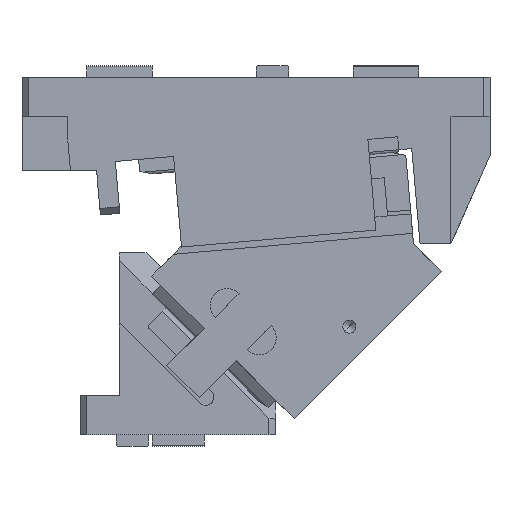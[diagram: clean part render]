
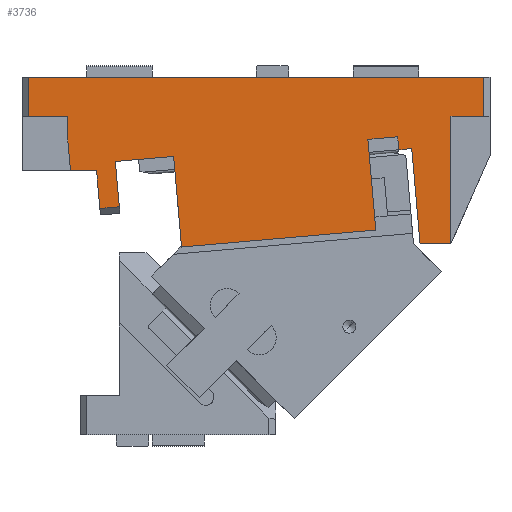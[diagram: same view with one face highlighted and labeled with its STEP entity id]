
A CAD part, front view. The second image highlights one B-rep face of the part: STEP entity #3736.
In plain terms, the highlighted planar face has unit normal (0, -1, 0).
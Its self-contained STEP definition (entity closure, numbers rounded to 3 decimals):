
#335=CARTESIAN_POINT('Vertex',(5.,-55.,0.)) ;
#338=CARTESIAN_POINT('Line Origine',(180.,-55.,0.)) ;
#342=CARTESIAN_POINT('Vertex',(355.,-55.,0.)) ;
#1601=CARTESIAN_POINT('Vertex',(59.896,-55.,-100.974)) ;
#1615=CARTESIAN_POINT('Vertex',(74.839,-55.,-99.666)) ;
#1618=CARTESIAN_POINT('Line Origine',(67.368,-55.,-100.32)) ;
#1973=CARTESIAN_POINT('Vertex',(35.,-55.,-45.881)) ;
#1976=CARTESIAN_POINT('Line Origine',(35.,-55.,-37.94)) ;
#1980=CARTESIAN_POINT('Vertex',(35.,-55.,-30.)) ;
#2011=CARTESIAN_POINT('Vertex',(37.285,-55.,-72.)) ;
#2016=CARTESIAN_POINT('Line Origine',(36.143,-55.,-58.94)) ;
#2070=CARTESIAN_POINT('Line Origine',(20.,-55.,-30.)) ;
#2074=CARTESIAN_POINT('Vertex',(5.,-55.,-30.)) ;
#2111=CARTESIAN_POINT('Line Origine',(5.,-55.,-15.)) ;
#2459=CARTESIAN_POINT('Vertex',(57.362,-55.,-72.)) ;
#2464=CARTESIAN_POINT('Line Origine',(47.323,-55.,-72.)) ;
#2494=CARTESIAN_POINT('Line Origine',(58.629,-55.,-86.487)) ;
#2551=CARTESIAN_POINT('Vertex',(71.789,-55.,-64.8)) ;
#2554=CARTESIAN_POINT('Line Origine',(73.314,-55.,-82.233)) ;
#3044=CARTESIAN_POINT('Vertex',(355.,-55.,-30.)) ;
#3052=CARTESIAN_POINT('Line Origine',(355.,-55.,-15.)) ;
#3109=CARTESIAN_POINT('Line Origine',(330.,-55.,-79.)) ;
#3113=CARTESIAN_POINT('Vertex',(330.,-55.,-30.)) ;
#3115=CARTESIAN_POINT('Vertex',(330.,-55.,-128.)) ;
#3140=CARTESIAN_POINT('Line Origine',(342.5,-55.,-30.)) ;
#3236=CARTESIAN_POINT('Vertex',(306.189,-55.,-128.)) ;
#3244=CARTESIAN_POINT('Line Origine',(318.095,-55.,-128.)) ;
#3265=CARTESIAN_POINT('Line Origine',(302.991,-55.,-91.445)) ;
#3269=CARTESIAN_POINT('Vertex',(299.793,-55.,-54.89)) ;
#3530=CARTESIAN_POINT('Line Origine',(294.812,-55.,-55.326)) ;
#3534=CARTESIAN_POINT('Vertex',(289.831,-55.,-55.762)) ;
#3656=CARTESIAN_POINT('Line Origine',(289.395,-55.,-50.781)) ;
#3660=CARTESIAN_POINT('Vertex',(288.959,-55.,-45.8)) ;
#3675=CARTESIAN_POINT('Axis2P3D Location',(0.,-55.,0.)) ;
#3680=CARTESIAN_POINT('Line Origine',(94.203,-55.,-62.839)) ;
#3684=CARTESIAN_POINT('Vertex',(116.618,-55.,-60.878)) ;
#3687=CARTESIAN_POINT('Line Origine',(119.668,-55.,-95.744)) ;
#3691=CARTESIAN_POINT('Vertex',(122.719,-55.,-130.611)) ;
#3694=CARTESIAN_POINT('Line Origine',(197.433,-55.,-124.075)) ;
#3698=CARTESIAN_POINT('Vertex',(272.148,-55.,-117.538)) ;
#3701=CARTESIAN_POINT('Line Origine',(269.097,-55.,-82.671)) ;
#3705=CARTESIAN_POINT('Vertex',(266.047,-55.,-47.804)) ;
#3708=CARTESIAN_POINT('Line Origine',(277.503,-55.,-46.802)) ;
#339=DIRECTION('Vector Direction',(1.,0.,0.)) ;
#1619=DIRECTION('Vector Direction',(0.996,0.,0.087)) ;
#1977=DIRECTION('Vector Direction',(0.,0.,-1.)) ;
#2017=DIRECTION('Vector Direction',(-0.087,0.,0.996)) ;
#2071=DIRECTION('Vector Direction',(1.,0.,0.)) ;
#2112=DIRECTION('Vector Direction',(0.,0.,-1.)) ;
#2465=DIRECTION('Vector Direction',(1.,0.,0.)) ;
#2495=DIRECTION('Vector Direction',(-0.087,0.,0.996)) ;
#2555=DIRECTION('Vector Direction',(-0.087,0.,0.996)) ;
#3053=DIRECTION('Vector Direction',(0.,0.,-1.)) ;
#3110=DIRECTION('Vector Direction',(0.,0.,-1.)) ;
#3141=DIRECTION('Vector Direction',(-1.,0.,0.)) ;
#3245=DIRECTION('Vector Direction',(1.,0.,0.)) ;
#3266=DIRECTION('Vector Direction',(0.087,0.,-0.996)) ;
#3531=DIRECTION('Vector Direction',(0.996,0.,0.087)) ;
#3657=DIRECTION('Vector Direction',(0.087,0.,-0.996)) ;
#3676=DIRECTION('Axis2P3D Direction',(0.,-1.,0.)) ;
#3677=DIRECTION('Axis2P3D XDirection',(0.,0.,-1.)) ;
#3681=DIRECTION('Vector Direction',(0.996,0.,0.087)) ;
#3688=DIRECTION('Vector Direction',(-0.087,0.,0.996)) ;
#3695=DIRECTION('Vector Direction',(-0.996,0.,-0.087)) ;
#3702=DIRECTION('Vector Direction',(0.087,0.,-0.996)) ;
#3709=DIRECTION('Vector Direction',(0.996,0.,0.087)) ;
#3678=AXIS2_PLACEMENT_3D('Plane Axis2P3D',#3675,#3676,#3677) ;
#3714=ORIENTED_EDGE('',*,*,#3536,.T.) ;
#3715=ORIENTED_EDGE('',*,*,#3271,.T.) ;
#3716=ORIENTED_EDGE('',*,*,#3248,.T.) ;
#3717=ORIENTED_EDGE('',*,*,#3117,.F.) ;
#3718=ORIENTED_EDGE('',*,*,#3144,.F.) ;
#3719=ORIENTED_EDGE('',*,*,#3056,.F.) ;
#3720=ORIENTED_EDGE('',*,*,#344,.F.) ;
#3721=ORIENTED_EDGE('',*,*,#2115,.T.) ;
#3722=ORIENTED_EDGE('',*,*,#2076,.T.) ;
#3723=ORIENTED_EDGE('',*,*,#1982,.T.) ;
#3724=ORIENTED_EDGE('',*,*,#2020,.F.) ;
#3725=ORIENTED_EDGE('',*,*,#2468,.T.) ;
#3726=ORIENTED_EDGE('',*,*,#2498,.F.) ;
#3727=ORIENTED_EDGE('',*,*,#1622,.T.) ;
#3728=ORIENTED_EDGE('',*,*,#2558,.T.) ;
#3729=ORIENTED_EDGE('',*,*,#3686,.T.) ;
#3730=ORIENTED_EDGE('',*,*,#3693,.F.) ;
#3731=ORIENTED_EDGE('',*,*,#3700,.F.) ;
#3732=ORIENTED_EDGE('',*,*,#3707,.F.) ;
#3733=ORIENTED_EDGE('',*,*,#3712,.T.) ;
#3734=ORIENTED_EDGE('',*,*,#3662,.T.) ;
#340=VECTOR('Line Direction',#339,1.) ;
#1620=VECTOR('Line Direction',#1619,1.) ;
#1978=VECTOR('Line Direction',#1977,1.) ;
#2018=VECTOR('Line Direction',#2017,1.) ;
#2072=VECTOR('Line Direction',#2071,1.) ;
#2113=VECTOR('Line Direction',#2112,1.) ;
#2466=VECTOR('Line Direction',#2465,1.) ;
#2496=VECTOR('Line Direction',#2495,1.) ;
#2556=VECTOR('Line Direction',#2555,1.) ;
#3054=VECTOR('Line Direction',#3053,1.) ;
#3111=VECTOR('Line Direction',#3110,1.) ;
#3142=VECTOR('Line Direction',#3141,1.) ;
#3246=VECTOR('Line Direction',#3245,1.) ;
#3267=VECTOR('Line Direction',#3266,1.) ;
#3532=VECTOR('Line Direction',#3531,1.) ;
#3658=VECTOR('Line Direction',#3657,1.) ;
#3682=VECTOR('Line Direction',#3681,1.) ;
#3689=VECTOR('Line Direction',#3688,1.) ;
#3696=VECTOR('Line Direction',#3695,1.) ;
#3703=VECTOR('Line Direction',#3702,1.) ;
#3710=VECTOR('Line Direction',#3709,1.) ;
#3736=ADVANCED_FACE('CAM HOLDER',(#3735),#3679,.T.) ;
#344=EDGE_CURVE('',#336,#343,#341,.T.) ;
#1622=EDGE_CURVE('',#1602,#1616,#1621,.T.) ;
#1982=EDGE_CURVE('',#1981,#1974,#1979,.T.) ;
#2020=EDGE_CURVE('',#2012,#1974,#2019,.T.) ;
#2076=EDGE_CURVE('',#2075,#1981,#2073,.T.) ;
#2115=EDGE_CURVE('',#336,#2075,#2114,.T.) ;
#2468=EDGE_CURVE('',#2012,#2460,#2467,.T.) ;
#2498=EDGE_CURVE('',#1602,#2460,#2497,.T.) ;
#2558=EDGE_CURVE('',#1616,#2552,#2557,.T.) ;
#3056=EDGE_CURVE('',#343,#3045,#3055,.T.) ;
#3117=EDGE_CURVE('',#3114,#3116,#3112,.T.) ;
#3144=EDGE_CURVE('',#3045,#3114,#3143,.T.) ;
#3248=EDGE_CURVE('',#3237,#3116,#3247,.T.) ;
#3271=EDGE_CURVE('',#3270,#3237,#3268,.T.) ;
#3536=EDGE_CURVE('',#3535,#3270,#3533,.T.) ;
#3662=EDGE_CURVE('',#3661,#3535,#3659,.T.) ;
#3686=EDGE_CURVE('',#2552,#3685,#3683,.T.) ;
#3693=EDGE_CURVE('',#3692,#3685,#3690,.T.) ;
#3700=EDGE_CURVE('',#3699,#3692,#3697,.T.) ;
#3707=EDGE_CURVE('',#3706,#3699,#3704,.T.) ;
#3712=EDGE_CURVE('',#3706,#3661,#3711,.T.) ;
#3713=EDGE_LOOP('',(#3714,#3715,#3716,#3717,#3718,#3719,#3720,#3721,#3722,#3723,#3724,#3725,#3726,#3727,#3728,#3729,#3730,#3731,#3732,#3733,#3734)) ;
#3735=FACE_OUTER_BOUND('',#3713,.T.) ;
#341=LINE('Line',#338,#340) ;
#1621=LINE('Line',#1618,#1620) ;
#1979=LINE('Line',#1976,#1978) ;
#2019=LINE('Line',#2016,#2018) ;
#2073=LINE('Line',#2070,#2072) ;
#2114=LINE('Line',#2111,#2113) ;
#2467=LINE('Line',#2464,#2466) ;
#2497=LINE('Line',#2494,#2496) ;
#2557=LINE('Line',#2554,#2556) ;
#3055=LINE('Line',#3052,#3054) ;
#3112=LINE('Line',#3109,#3111) ;
#3143=LINE('Line',#3140,#3142) ;
#3247=LINE('Line',#3244,#3246) ;
#3268=LINE('Line',#3265,#3267) ;
#3533=LINE('Line',#3530,#3532) ;
#3659=LINE('Line',#3656,#3658) ;
#3683=LINE('Line',#3680,#3682) ;
#3690=LINE('Line',#3687,#3689) ;
#3697=LINE('Line',#3694,#3696) ;
#3704=LINE('Line',#3701,#3703) ;
#3711=LINE('Line',#3708,#3710) ;
#3679=PLANE('Plane',#3678) ;
#336=VERTEX_POINT('',#335) ;
#343=VERTEX_POINT('',#342) ;
#1602=VERTEX_POINT('',#1601) ;
#1616=VERTEX_POINT('',#1615) ;
#1974=VERTEX_POINT('',#1973) ;
#1981=VERTEX_POINT('',#1980) ;
#2012=VERTEX_POINT('',#2011) ;
#2075=VERTEX_POINT('',#2074) ;
#2460=VERTEX_POINT('',#2459) ;
#2552=VERTEX_POINT('',#2551) ;
#3045=VERTEX_POINT('',#3044) ;
#3114=VERTEX_POINT('',#3113) ;
#3116=VERTEX_POINT('',#3115) ;
#3237=VERTEX_POINT('',#3236) ;
#3270=VERTEX_POINT('',#3269) ;
#3535=VERTEX_POINT('',#3534) ;
#3661=VERTEX_POINT('',#3660) ;
#3685=VERTEX_POINT('',#3684) ;
#3692=VERTEX_POINT('',#3691) ;
#3699=VERTEX_POINT('',#3698) ;
#3706=VERTEX_POINT('',#3705) ;
